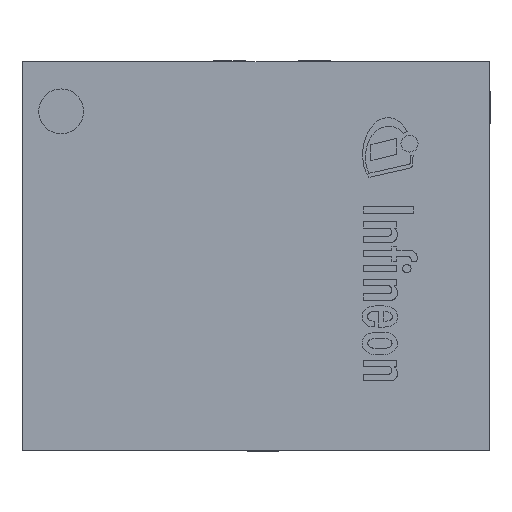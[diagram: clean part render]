
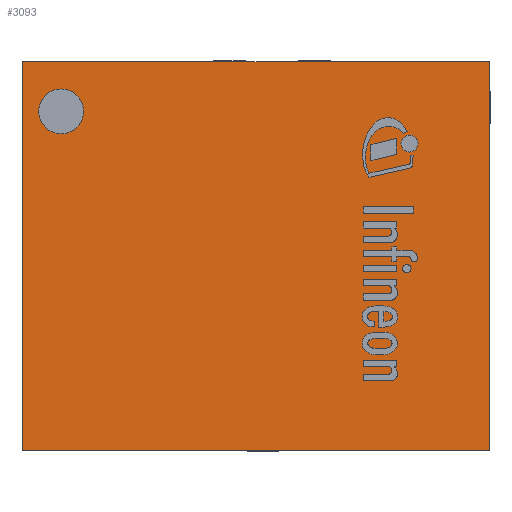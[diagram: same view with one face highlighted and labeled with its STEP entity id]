
A CAD part, top view. The second image highlights one B-rep face of the part: STEP entity #3093.
In plain terms, the highlighted planar face has unit normal (0, 0, 1).
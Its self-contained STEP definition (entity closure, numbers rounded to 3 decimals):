
#107=LINE('',#4233,#502);
#110=LINE('',#4239,#505);
#113=LINE('',#4245,#508);
#116=LINE('',#4249,#511);
#502=VECTOR('',#3480,1.);
#505=VECTOR('',#3485,1.);
#508=VECTOR('',#3490,1.);
#511=VECTOR('',#3495,1.);
#901=PLANE('',#3297);
#1056=FACE_BOUND('',#1257,.T.);
#1071=FACE_OUTER_BOUND('',#1256,.T.);
#1256=EDGE_LOOP('',(#2217,#2218,#2219,#2220));
#1257=EDGE_LOOP('',(#2221));
#1441=CIRCLE('',#3289,0.288);
#1453=VERTEX_POINT('',#4221);
#1457=VERTEX_POINT('',#4230);
#1458=VERTEX_POINT('',#4232);
#1460=VERTEX_POINT('',#4238);
#1462=VERTEX_POINT('',#4244);
#1751=EDGE_CURVE('',#1453,#1453,#1441,.T.);
#1755=EDGE_CURVE('',#1458,#1457,#107,.T.);
#1758=EDGE_CURVE('',#1460,#1458,#110,.T.);
#1761=EDGE_CURVE('',#1462,#1460,#113,.T.);
#1764=EDGE_CURVE('',#1457,#1462,#116,.T.);
#2217=ORIENTED_EDGE('',*,*,#1764,.T.);
#2218=ORIENTED_EDGE('',*,*,#1761,.T.);
#2219=ORIENTED_EDGE('',*,*,#1758,.T.);
#2220=ORIENTED_EDGE('',*,*,#1755,.T.);
#2221=ORIENTED_EDGE('',*,*,#1751,.T.);
#3093=ADVANCED_FACE('',(#1071,#1056),#901,.T.);
#3289=AXIS2_PLACEMENT_3D('',#4222,#3470,#3471);
#3297=AXIS2_PLACEMENT_3D('',#4251,#3498,#3499);
#3470=DIRECTION('center_axis',(0.,0.,-1.));
#3471=DIRECTION('ref_axis',(0.,1.,0.));
#3480=DIRECTION('',(1.,0.,0.));
#3485=DIRECTION('',(0.,-1.,0.));
#3490=DIRECTION('',(-1.,0.,0.));
#3495=DIRECTION('',(0.,1.,0.));
#3498=DIRECTION('center_axis',(0.,0.,1.));
#3499=DIRECTION('ref_axis',(0.,-1.,0.));
#4221=CARTESIAN_POINT('',(-2.498,1.565,1.1));
#4222=CARTESIAN_POINT('Origin',(-2.498,1.853,1.1));
#4230=CARTESIAN_POINT('',(2.99,-2.49,1.1));
#4232=CARTESIAN_POINT('',(-2.99,-2.49,1.1));
#4233=CARTESIAN_POINT('',(2.99,-2.49,1.1));
#4238=CARTESIAN_POINT('',(-2.99,2.49,1.1));
#4239=CARTESIAN_POINT('',(-2.99,-2.49,1.1));
#4244=CARTESIAN_POINT('',(2.99,2.49,1.1));
#4245=CARTESIAN_POINT('',(-2.99,2.49,1.1));
#4249=CARTESIAN_POINT('',(2.99,2.49,1.1));
#4251=CARTESIAN_POINT('Origin',(0.,0.,1.1));
